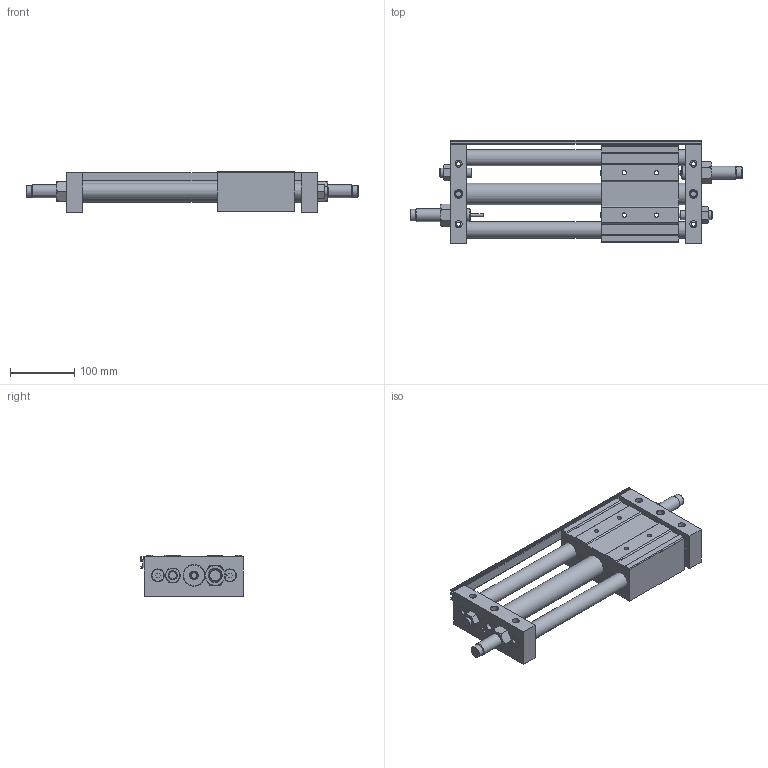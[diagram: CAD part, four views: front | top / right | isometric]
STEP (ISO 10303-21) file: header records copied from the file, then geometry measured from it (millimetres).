
FILE_DESCRIPTION((''),'2;1');
FILE_NAME('MFCG32X100M.STEP','2012-11-19T08:43:15',('Administrator'),(''),'CADlook_v9.0','Cimatron E 8.0','');
FILE_SCHEMA(('AUTOMOTIVE_DESIGN { 1 2 10303 214 0 1 1 1 }'));
Length unit declared in the file: millimetre
Bounding box: 516 x 160 x 64 mm (x, y, z)
Volume: 2099409 mm3; surface area: 307833.2 mm2
Topology: 6 solids, 6 shells, 283 faces, 720 edges, 479 vertices
Faces by surface type: plane 157, cylinder 74, cone 40, torus 12
Full cylindrical faces by diameter (mm): 5 x2, 6.5 x8, 6.8 x8, 8 x4, 11 x8, 12.376 x2, 14 x4, 17.8 x2, 20 x10, 25 x2, 33.6 x4
Entity records: 11177 total; most frequent: CARTESIAN_POINT 2077, DIRECTION 1431, ORIENTED_EDGE 1268, EDGE_CURVE 634, AXIS2_PLACEMENT_3D 553, VERTEX_POINT 479, EDGE_LOOP 443, VECTOR 325
